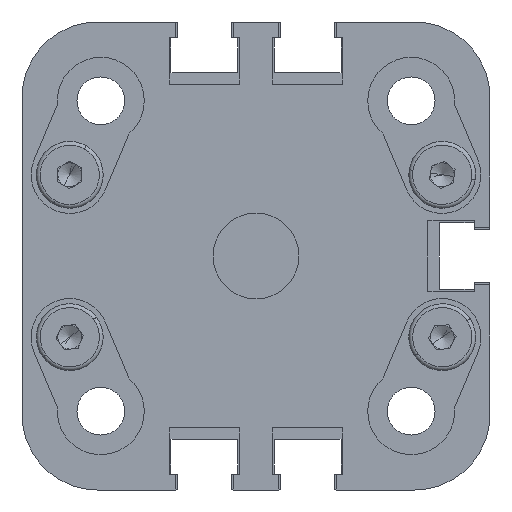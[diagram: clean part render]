
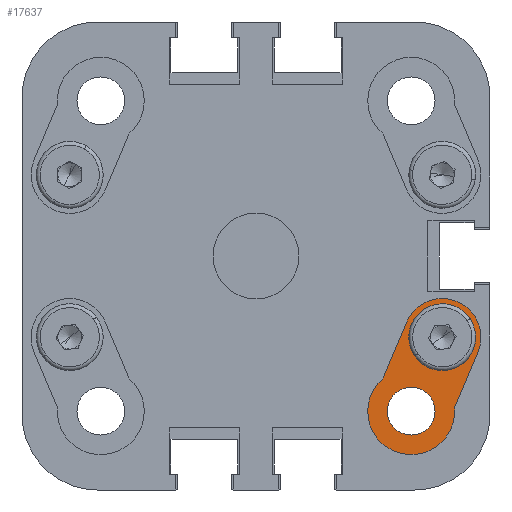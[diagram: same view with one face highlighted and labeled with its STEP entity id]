
A CAD part, left-side view. The second image highlights one B-rep face of the part: STEP entity #17637.
In plain terms, the highlighted planar face has unit normal (-1, 0, 0).
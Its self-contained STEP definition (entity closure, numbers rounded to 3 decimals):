
#222 = ORIENTED_EDGE ( 'NONE', *, *, #6347, .T. ) ;
#539 = CARTESIAN_POINT ( 'NONE',  ( 4.5, -19.5, -8.5 ) ) ;
#968 = PLANE ( 'NONE',  #3800 ) ;
#1025 = CIRCLE ( 'NONE', #17036, 2.65 ) ;
#1535 = ORIENTED_EDGE ( 'NONE', *, *, #11493, .T. ) ;
#2093 = EDGE_CURVE ( 'NONE', #3601, #9319, #7348, .T. ) ;
#2421 = DIRECTION ( 'NONE',  ( -1., 0., 0. ) ) ;
#2588 = DIRECTION ( 'NONE',  ( 0., 0., 1. ) ) ;
#3340 = EDGE_CURVE ( 'NONE', #7538, #30873, #6224, .T. ) ;
#3487 = FACE_OUTER_BOUND ( 'NONE', #26812, .T. ) ;
#3601 = VERTEX_POINT ( 'NONE', #27200 ) ;
#3800 = AXIS2_PLACEMENT_3D ( 'NONE', #14180, #32077, #26411 ) ;
#4051 = CARTESIAN_POINT ( 'NONE',  ( 4.5, -20.787, -15.904 ) ) ;
#4609 = DIRECTION ( 'NONE',  ( -1., 0., 0. ) ) ;
#4697 = EDGE_LOOP ( 'NONE', ( #24989, #31621 ) ) ;
#5532 = DIRECTION ( 'NONE',  ( 0., 0., 1. ) ) ;
#6089 = CARTESIAN_POINT ( 'NONE',  ( 4.5, -19.5, -5.85 ) ) ;
#6224 = CIRCLE ( 'NONE', #14255, 2.65 ) ;
#6347 = EDGE_CURVE ( 'NONE', #28859, #10172, #27240, .T. ) ;
#6524 = CARTESIAN_POINT ( 'NONE',  ( 4.5, -16.25, -18.75 ) ) ;
#7348 = LINE ( 'NONE', #25255, #31843 ) ;
#7453 = CARTESIAN_POINT ( 'NONE',  ( 4.5, -13.317, -12.771 ) ) ;
#7528 = CARTESIAN_POINT ( 'NONE',  ( 4.5, -16.25, -16.25 ) ) ;
#7538 = VERTEX_POINT ( 'NONE', #17155 ) ;
#8423 = DIRECTION ( 'NONE',  ( 0., -0.387, 0.922 ) ) ;
#8888 = DIRECTION ( 'NONE',  ( -1., 0., 0. ) ) ;
#8985 = VERTEX_POINT ( 'NONE', #4051 ) ;
#9319 = VERTEX_POINT ( 'NONE', #7453 ) ;
#9556 = CIRCLE ( 'NONE', #10622, 2.5 ) ;
#9750 = ORIENTED_EDGE ( 'NONE', *, *, #15908, .F. ) ;
#10172 = VERTEX_POINT ( 'NONE', #10180 ) ;
#10180 = CARTESIAN_POINT ( 'NONE',  ( 4.5, -19.5, -4.45 ) ) ;
#10622 = AXIS2_PLACEMENT_3D ( 'NONE', #10910, #28811, #31827 ) ;
#10690 = ORIENTED_EDGE ( 'NONE', *, *, #11622, .T. ) ;
#10733 = DIRECTION ( 'NONE',  ( -1., 0., 0. ) ) ;
#10910 = CARTESIAN_POINT ( 'NONE',  ( 4.5, -16.25, -16.25 ) ) ;
#11233 = VERTEX_POINT ( 'NONE', #6524 ) ;
#11493 = EDGE_CURVE ( 'NONE', #9319, #8985, #25008, .T. ) ;
#11622 = EDGE_CURVE ( 'NONE', #8985, #28859, #21153, .T. ) ;
#13023 = VERTEX_POINT ( 'NONE', #18102 ) ;
#13051 = CIRCLE ( 'NONE', #14655, 2.5 ) ;
#14180 = CARTESIAN_POINT ( 'NONE',  ( 4.5, -16.85, -8.5 ) ) ;
#14255 = AXIS2_PLACEMENT_3D ( 'NONE', #24126, #8888, #21605 ) ;
#14655 = AXIS2_PLACEMENT_3D ( 'NONE', #7528, #20243, #18057 ) ;
#15053 = DIRECTION ( 'NONE',  ( 0., 0.387, -0.922 ) ) ;
#15908 = EDGE_CURVE ( 'NONE', #13023, #11233, #9556, .T. ) ;
#17036 = AXIS2_PLACEMENT_3D ( 'NONE', #23482, #2421, #25495 ) ;
#17155 = CARTESIAN_POINT ( 'NONE',  ( 4.5, -19.5, -11.15 ) ) ;
#17637 = ADVANCED_FACE ( 'NONE', ( #29232, #3487, #21545 ), #968, .F. ) ;
#17813 = CARTESIAN_POINT ( 'NONE',  ( 4.5, -16.25, -16.25 ) ) ;
#18057 = DIRECTION ( 'NONE',  ( 0., 0., -1. ) ) ;
#18102 = CARTESIAN_POINT ( 'NONE',  ( 4.5, -16.25, -13.75 ) ) ;
#19852 = EDGE_CURVE ( 'NONE', #10172, #3601, #26344, .T. ) ;
#20243 = DIRECTION ( 'NONE',  ( -1., 0., 0. ) ) ;
#20776 = ORIENTED_EDGE ( 'NONE', *, *, #19852, .T. ) ;
#20906 = VECTOR ( 'NONE', #8423, 1000. ) ;
#21153 = LINE ( 'NONE', #31356, #20906 ) ;
#21545 = FACE_BOUND ( 'NONE', #28905, .T. ) ;
#21585 = CARTESIAN_POINT ( 'NONE',  ( 4.5, -19.5, -8.5 ) ) ;
#21605 = DIRECTION ( 'NONE',  ( 0., 0., 1. ) ) ;
#22973 = EDGE_CURVE ( 'NONE', #11233, #13023, #13051, .T. ) ;
#23482 = CARTESIAN_POINT ( 'NONE',  ( 4.5, -19.5, -8.5 ) ) ;
#24126 = CARTESIAN_POINT ( 'NONE',  ( 4.5, -19.5, -8.5 ) ) ;
#24989 = ORIENTED_EDGE ( 'NONE', *, *, #27590, .F. ) ;
#25008 = CIRCLE ( 'NONE', #28759, 4.55 ) ;
#25255 = CARTESIAN_POINT ( 'NONE',  ( 4.5, -12.515, -14.684 ) ) ;
#25495 = DIRECTION ( 'NONE',  ( 0., 0., 1. ) ) ;
#26344 = CIRCLE ( 'NONE', #31138, 4.05 ) ;
#26411 = DIRECTION ( 'NONE',  ( 0., 0., -1. ) ) ;
#26812 = EDGE_LOOP ( 'NONE', ( #28657, #1535, #10690, #222, #20776 ) ) ;
#27200 = CARTESIAN_POINT ( 'NONE',  ( 4.5, -15.765, -6.934 ) ) ;
#27240 = CIRCLE ( 'NONE', #29373, 4.05 ) ;
#27590 = EDGE_CURVE ( 'NONE', #30873, #7538, #1025, .T. ) ;
#28441 = DIRECTION ( 'NONE',  ( -1., 0., 0. ) ) ;
#28657 = ORIENTED_EDGE ( 'NONE', *, *, #2093, .T. ) ;
#28759 = AXIS2_PLACEMENT_3D ( 'NONE', #17813, #4609, #2588 ) ;
#28811 = DIRECTION ( 'NONE',  ( -1., 0., 0. ) ) ;
#28859 = VERTEX_POINT ( 'NONE', #31889 ) ;
#28905 = EDGE_LOOP ( 'NONE', ( #9750, #32063 ) ) ;
#29232 = FACE_BOUND ( 'NONE', #4697, .T. ) ;
#29373 = AXIS2_PLACEMENT_3D ( 'NONE', #539, #10733, #31160 ) ;
#30873 = VERTEX_POINT ( 'NONE', #6089 ) ;
#31138 = AXIS2_PLACEMENT_3D ( 'NONE', #21585, #28441, #5532 ) ;
#31160 = DIRECTION ( 'NONE',  ( 0., 0., 1. ) ) ;
#31356 = CARTESIAN_POINT ( 'NONE',  ( 4.5, -19.985, -17.816 ) ) ;
#31621 = ORIENTED_EDGE ( 'NONE', *, *, #3340, .F. ) ;
#31827 = DIRECTION ( 'NONE',  ( 0., 0., -1. ) ) ;
#31843 = VECTOR ( 'NONE', #15053, 1000. ) ;
#31889 = CARTESIAN_POINT ( 'NONE',  ( 4.5, -23.235, -10.066 ) ) ;
#32063 = ORIENTED_EDGE ( 'NONE', *, *, #22973, .F. ) ;
#32077 = DIRECTION ( 'NONE',  ( 1., 0., 0. ) ) ;
